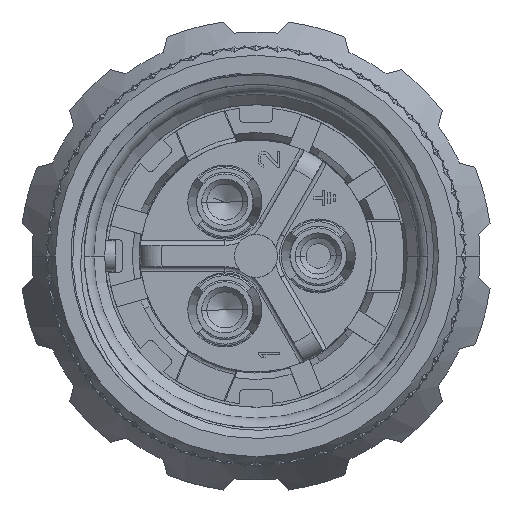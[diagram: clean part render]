
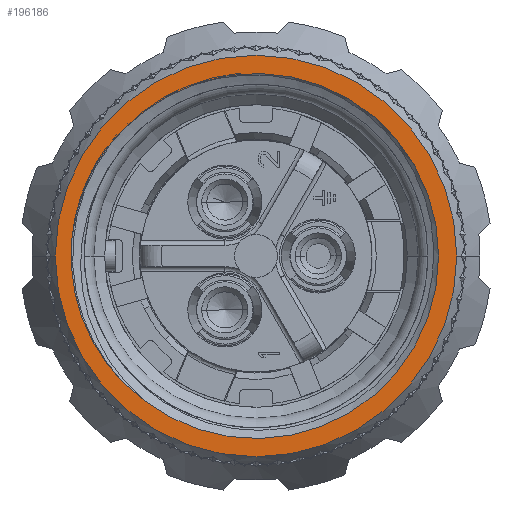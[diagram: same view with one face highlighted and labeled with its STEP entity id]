
A CAD part, left-side view. The second image highlights one B-rep face of the part: STEP entity #196186.
In plain terms, the highlighted planar face has unit normal (-1, 0, 0).
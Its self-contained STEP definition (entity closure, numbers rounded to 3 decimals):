
#46709=CARTESIAN_POINT('',(0.,0.,0.));
#46710=DIRECTION('',(-1.,0.,0.));
#46711=DIRECTION('',(0.,1.,0.));
#46712=AXIS2_PLACEMENT_3D('',#46709,#46710,#46711);
#46714=CARTESIAN_POINT('',(0.,0.,0.));
#46715=DIRECTION('',(1.,0.,0.));
#46716=DIRECTION('',(0.,1.,0.));
#46717=AXIS2_PLACEMENT_3D('',#46714,#46715,#46716);
#46719=CARTESIAN_POINT('',(0.,6.18,5.895));
#46720=CARTESIAN_POINT('',(0.,6.106,5.967));
#46721=CARTESIAN_POINT('',(0.,5.956,6.109));
#46722=CARTESIAN_POINT('',(0.,5.724,6.313));
#46723=CARTESIAN_POINT('',(0.,5.485,6.509));
#46724=CARTESIAN_POINT('',(0.,5.321,6.634));
#46725=CARTESIAN_POINT('',(0.,5.238,6.695));
#46727=CARTESIAN_POINT('',(0.,6.18,-5.894));
#46728=CARTESIAN_POINT('',(0.,6.252,-5.823));
#46729=CARTESIAN_POINT('',(0.,6.397,-5.675));
#46730=CARTESIAN_POINT('',(0.,6.612,-5.436));
#46731=CARTESIAN_POINT('',(0.,6.82,-5.184));
#46732=CARTESIAN_POINT('',(0.,7.02,-4.92));
#46733=CARTESIAN_POINT('',(0.,7.21,-4.647));
#46734=CARTESIAN_POINT('',(0.,7.391,-4.364));
#46735=CARTESIAN_POINT('',(0.,7.56,-4.073));
#46736=CARTESIAN_POINT('',(0.,7.718,-3.775));
#46737=CARTESIAN_POINT('',(0.,7.864,-3.469));
#46738=CARTESIAN_POINT('',(0.,7.998,-3.158));
#46739=CARTESIAN_POINT('',(0.,8.119,-2.84));
#46740=CARTESIAN_POINT('',(0.,8.227,-2.518));
#46741=CARTESIAN_POINT('',(0.,8.322,-2.191));
#46742=CARTESIAN_POINT('',(0.,8.404,-1.86));
#46743=CARTESIAN_POINT('',(0.,8.473,-1.526));
#46744=CARTESIAN_POINT('',(0.,8.528,-1.19));
#46745=CARTESIAN_POINT('',(0.,8.569,-0.851));
#46746=CARTESIAN_POINT('',(0.,8.597,-0.511));
#46747=CARTESIAN_POINT('',(0.,8.611,-0.17));
#46748=CARTESIAN_POINT('',(0.,8.611,0.171));
#46749=CARTESIAN_POINT('',(0.,8.597,0.511));
#46750=CARTESIAN_POINT('',(0.,8.569,0.851));
#46751=CARTESIAN_POINT('',(0.,8.528,1.19));
#46752=CARTESIAN_POINT('',(0.,8.473,1.526));
#46753=CARTESIAN_POINT('',(0.,8.404,1.86));
#46754=CARTESIAN_POINT('',(0.,8.322,2.191));
#46755=CARTESIAN_POINT('',(0.,8.227,2.518));
#46756=CARTESIAN_POINT('',(0.,8.119,2.84));
#46757=CARTESIAN_POINT('',(0.,7.997,3.158));
#46758=CARTESIAN_POINT('',(0.,7.864,3.469));
#46759=CARTESIAN_POINT('',(0.,7.718,3.775));
#46760=CARTESIAN_POINT('',(0.,7.56,4.073));
#46761=CARTESIAN_POINT('',(0.,7.391,4.364));
#46762=CARTESIAN_POINT('',(0.,7.21,4.647));
#46763=CARTESIAN_POINT('',(0.,7.02,4.92));
#46764=CARTESIAN_POINT('',(0.,6.82,5.184));
#46765=CARTESIAN_POINT('',(0.,6.612,5.436));
#46766=CARTESIAN_POINT('',(0.,6.397,5.675));
#46767=CARTESIAN_POINT('',(0.,6.252,5.823));
#46768=CARTESIAN_POINT('',(0.,6.18,5.895));
#46770=CARTESIAN_POINT('',(0.,5.238,-6.695));
#46771=CARTESIAN_POINT('',(0.,5.321,-6.634));
#46772=CARTESIAN_POINT('',(0.,5.485,-6.509));
#46773=CARTESIAN_POINT('',(0.,5.724,-6.313));
#46774=CARTESIAN_POINT('',(0.,5.956,-6.109));
#46775=CARTESIAN_POINT('',(0.,6.106,-5.967));
#46776=CARTESIAN_POINT('',(0.,6.18,-5.894));
#46939=CARTESIAN_POINT('',(0.,0.,0.));
#46940=DIRECTION('',(1.,0.,0.));
#46941=DIRECTION('',(0.,0.616,0.788));
#46942=AXIS2_PLACEMENT_3D('',#46939,#46940,#46941);
#58570=CARTESIAN_POINT('',(0.,9.348,0.));
#58571=CARTESIAN_POINT('',(0.,-9.348,0.));
#58572=VERTEX_POINT('',#58570);
#58573=VERTEX_POINT('',#58571);
#58770=VERTEX_POINT('',#46727);
#58771=VERTEX_POINT('',#46768);
#58772=VERTEX_POINT('',#46725);
#58773=VERTEX_POINT('',#46770);
#196167=CARTESIAN_POINT('',(0.,0.,0.));
#196168=DIRECTION('',(1.,0.,0.));
#196169=DIRECTION('',(0.,-1.,0.));
#196170=AXIS2_PLACEMENT_3D('',#196167,#196168,#196169);
#196171=PLANE('245',#196170);
#196172=ORIENTED_EDGE('5418',*,*,#65500,.F.);
#196173=ORIENTED_EDGE('5410',*,*,#65172,.T.);
#196174=EDGE_LOOP('245',(#196172,#196173));
#196175=FACE_OUTER_BOUND('245',#196174,.F.);
#196177=ORIENTED_EDGE('5717',*,*,#196176,.F.);
#196179=ORIENTED_EDGE('5708',*,*,#196178,.F.);
#196181=ORIENTED_EDGE('5707',*,*,#196180,.F.);
#196183=ORIENTED_EDGE('5709',*,*,#196182,.F.);
#196184=EDGE_LOOP('245',(#196177,#196179,#196181,#196183));
#196185=FACE_BOUND('245',#196184,.F.);
#46713=CIRCLE('5418',#46712,9.348);
#46718=CIRCLE('5410',#46717,9.348);
#46726=B_SPLINE_CURVE_WITH_KNOTS('5708',3,(#46719,#46720,#46721,#46722,#46723,
#46724,#46725),.UNSPECIFIED.,.F.,.F.,(4,1,1,1,4),(0.,0.25,0.5,0.75,
1.),.UNSPECIFIED.);
#46769=B_SPLINE_CURVE_WITH_KNOTS('5707',3,(#46727,#46728,#46729,#46730,#46731,
#46732,#46733,#46734,#46735,#46736,#46737,#46738,#46739,#46740,#46741,#46742,
#46743,#46744,#46745,#46746,#46747,#46748,#46749,#46750,#46751,#46752,#46753,
#46754,#46755,#46756,#46757,#46758,#46759,#46760,#46761,#46762,#46763,#46764,
#46765,#46766,#46767,#46768),.UNSPECIFIED.,.F.,.F.,(4,1,1,1,1,1,1,1,1,1,1,1,1,1,
1,1,1,1,1,1,1,1,1,1,1,1,1,1,1,1,1,1,1,1,1,1,1,1,1,4),(0.,0.026,
0.051,0.077,0.103,0.128,
0.154,0.179,0.205,0.231,
0.256,0.282,0.308,0.333,
0.359,0.385,0.41,0.436,
0.462,0.487,0.513,0.538,
0.564,0.59,0.615,0.641,
0.667,0.692,0.718,0.744,
0.769,0.795,0.821,0.846,
0.872,0.897,0.923,0.949,
0.974,1.),.UNSPECIFIED.);
#46777=B_SPLINE_CURVE_WITH_KNOTS('5709',3,(#46770,#46771,#46772,#46773,#46774,
#46775,#46776),.UNSPECIFIED.,.F.,.F.,(4,1,1,1,4),(0.,0.25,0.5,0.75,
1.),.UNSPECIFIED.);
#46943=CIRCLE('5717',#46942,8.5);
#65172=EDGE_CURVE('5410',#58572,#58573,#46718,.T.);
#65500=EDGE_CURVE('5418',#58572,#58573,#46713,.T.);
#196176=EDGE_CURVE('5717',#58772,#58773,#46943,.T.);
#196178=EDGE_CURVE('5708',#58771,#58772,#46726,.T.);
#196180=EDGE_CURVE('5707',#58770,#58771,#46769,.T.);
#196182=EDGE_CURVE('5709',#58773,#58770,#46777,.T.);
#196186=ADVANCED_FACE('245',(#196175,#196185),#196171,.F.);
